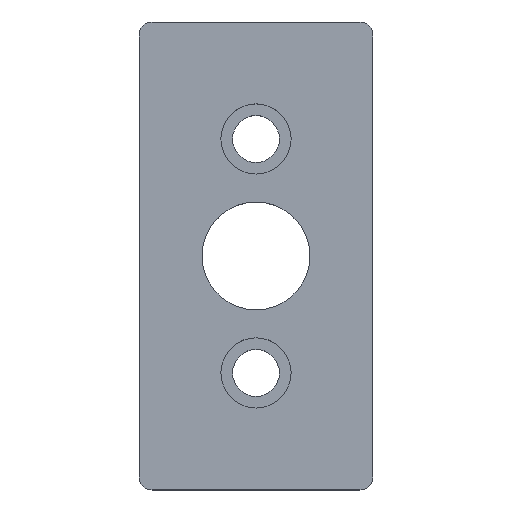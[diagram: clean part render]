
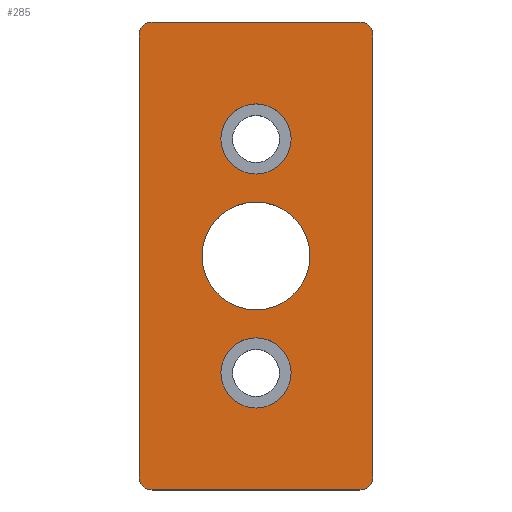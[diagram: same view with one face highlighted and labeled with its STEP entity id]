
A CAD part, top view. The second image highlights one B-rep face of the part: STEP entity #285.
In plain terms, the highlighted planar face has unit normal (0, 0, 1).
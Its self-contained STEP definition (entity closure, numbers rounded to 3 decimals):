
#18=LINE('',#453,#34);
#22=LINE('',#465,#38);
#26=LINE('',#477,#42);
#30=LINE('',#487,#46);
#34=VECTOR('',#371,40.);
#38=VECTOR('',#383,85.);
#42=VECTOR('',#395,40.);
#46=VECTOR('',#407,85.);
#53=PLANE('',#322);
#62=FACE_BOUND('',#108,.T.);
#63=FACE_BOUND('',#109,.T.);
#64=FACE_BOUND('',#110,.T.);
#83=FACE_OUTER_BOUND('',#107,.T.);
#107=EDGE_LOOP('',(#239,#240,#241,#242,#243,#244,#245,#246));
#108=EDGE_LOOP('',(#247));
#109=EDGE_LOOP('',(#248));
#110=EDGE_LOOP('',(#249));
#116=CIRCLE('',#291,10.376);
#119=CIRCLE('',#296,6.75);
#123=CIRCLE('',#303,6.75);
#126=CIRCLE('',#308,2.5);
#128=CIRCLE('',#312,2.5);
#130=CIRCLE('',#316,2.5);
#132=CIRCLE('',#320,2.5);
#134=VERTEX_POINT('',#416);
#137=VERTEX_POINT('',#424);
#141=VERTEX_POINT('',#435);
#145=VERTEX_POINT('',#444);
#146=VERTEX_POINT('',#446);
#148=VERTEX_POINT('',#452);
#150=VERTEX_POINT('',#458);
#152=VERTEX_POINT('',#464);
#154=VERTEX_POINT('',#470);
#156=VERTEX_POINT('',#476);
#158=VERTEX_POINT('',#482);
#160=EDGE_CURVE('',#134,#134,#116,.T.);
#163=EDGE_CURVE('',#137,#137,#119,.T.);
#167=EDGE_CURVE('',#141,#141,#123,.T.);
#171=EDGE_CURVE('',#146,#145,#126,.T.);
#174=EDGE_CURVE('',#148,#146,#18,.T.);
#177=EDGE_CURVE('',#150,#148,#128,.T.);
#180=EDGE_CURVE('',#152,#150,#22,.T.);
#183=EDGE_CURVE('',#154,#152,#130,.T.);
#186=EDGE_CURVE('',#156,#154,#26,.T.);
#189=EDGE_CURVE('',#158,#156,#132,.T.);
#192=EDGE_CURVE('',#145,#158,#30,.T.);
#239=ORIENTED_EDGE('',*,*,#192,.T.);
#240=ORIENTED_EDGE('',*,*,#189,.T.);
#241=ORIENTED_EDGE('',*,*,#186,.T.);
#242=ORIENTED_EDGE('',*,*,#183,.T.);
#243=ORIENTED_EDGE('',*,*,#180,.T.);
#244=ORIENTED_EDGE('',*,*,#177,.T.);
#245=ORIENTED_EDGE('',*,*,#174,.T.);
#246=ORIENTED_EDGE('',*,*,#171,.T.);
#247=ORIENTED_EDGE('',*,*,#160,.T.);
#248=ORIENTED_EDGE('',*,*,#163,.T.);
#249=ORIENTED_EDGE('',*,*,#167,.T.);
#285=ADVANCED_FACE('',(#83,#62,#63,#64),#53,.T.);
#291=AXIS2_PLACEMENT_3D('',#417,#330,#331);
#296=AXIS2_PLACEMENT_3D('',#425,#340,#341);
#303=AXIS2_PLACEMENT_3D('',#436,#354,#355);
#308=AXIS2_PLACEMENT_3D('',#447,#365,#366);
#312=AXIS2_PLACEMENT_3D('',#459,#377,#378);
#316=AXIS2_PLACEMENT_3D('',#471,#389,#390);
#320=AXIS2_PLACEMENT_3D('',#483,#401,#402);
#322=AXIS2_PLACEMENT_3D('',#488,#408,#409);
#330=DIRECTION('center_axis',(0.,0.,-1.));
#331=DIRECTION('ref_axis',(1.,0.,0.));
#340=DIRECTION('center_axis',(0.,0.,-1.));
#341=DIRECTION('ref_axis',(1.,0.,0.));
#354=DIRECTION('center_axis',(0.,0.,-1.));
#355=DIRECTION('ref_axis',(1.,0.,0.));
#365=DIRECTION('center_axis',(0.,0.,1.));
#366=DIRECTION('ref_axis',(0.,1.,0.));
#371=DIRECTION('',(-1.,0.,0.));
#377=DIRECTION('center_axis',(0.,0.,1.));
#378=DIRECTION('ref_axis',(1.,0.,0.));
#383=DIRECTION('',(0.,1.,0.));
#389=DIRECTION('center_axis',(0.,0.,1.));
#390=DIRECTION('ref_axis',(0.,-1.,0.));
#395=DIRECTION('',(1.,0.,0.));
#401=DIRECTION('center_axis',(0.,0.,1.));
#402=DIRECTION('ref_axis',(-1.,0.,0.));
#407=DIRECTION('',(0.,-1.,0.));
#408=DIRECTION('center_axis',(0.,0.,1.));
#409=DIRECTION('ref_axis',(1.,0.,0.));
#416=CARTESIAN_POINT('',(35.502,45.601,10.));
#417=CARTESIAN_POINT('Origin',(25.126,45.601,10.));
#424=CARTESIAN_POINT('',(31.876,68.101,10.));
#425=CARTESIAN_POINT('Origin',(25.126,68.101,10.));
#435=CARTESIAN_POINT('',(31.876,23.101,10.));
#436=CARTESIAN_POINT('Origin',(25.126,23.101,10.));
#444=CARTESIAN_POINT('',(2.626,88.101,10.));
#446=CARTESIAN_POINT('',(5.126,90.601,10.));
#447=CARTESIAN_POINT('Origin',(5.126,88.101,10.));
#452=CARTESIAN_POINT('',(45.126,90.601,10.));
#453=CARTESIAN_POINT('',(45.126,90.601,10.));
#458=CARTESIAN_POINT('',(47.626,88.101,10.));
#459=CARTESIAN_POINT('Origin',(45.126,88.101,10.));
#464=CARTESIAN_POINT('',(47.626,3.101,10.));
#465=CARTESIAN_POINT('',(47.626,3.101,10.));
#470=CARTESIAN_POINT('',(45.126,0.601,10.));
#471=CARTESIAN_POINT('Origin',(45.126,3.101,10.));
#476=CARTESIAN_POINT('',(5.126,0.601,10.));
#477=CARTESIAN_POINT('',(5.126,0.601,10.));
#482=CARTESIAN_POINT('',(2.626,3.101,10.));
#483=CARTESIAN_POINT('Origin',(5.126,3.101,10.));
#487=CARTESIAN_POINT('',(2.626,88.101,10.));
#488=CARTESIAN_POINT('Origin',(25.126,45.601,10.));
